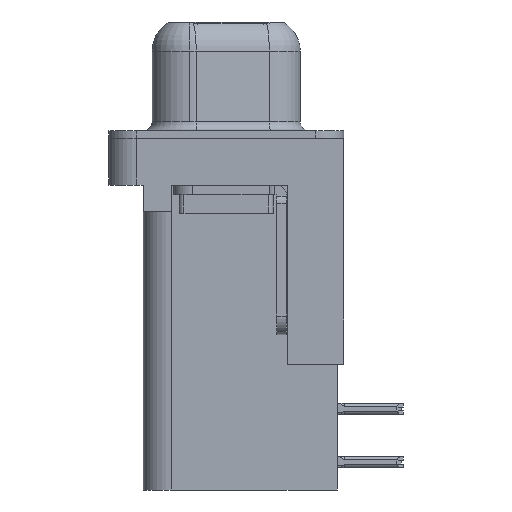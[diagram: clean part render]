
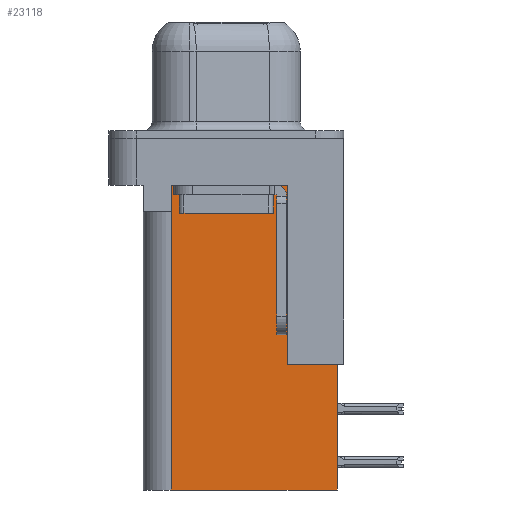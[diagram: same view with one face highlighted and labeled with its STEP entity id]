
A CAD part, left-side view. The second image highlights one B-rep face of the part: STEP entity #23118.
In plain terms, the highlighted planar face has unit normal (-1, 0, 0).
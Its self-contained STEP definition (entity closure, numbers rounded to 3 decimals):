
#363 = ORIENTED_EDGE ( 'NONE', *, *, #21023, .T. ) ;
#1551 = VECTOR ( 'NONE', #7630, 1000. ) ;
#1803 = EDGE_CURVE ( 'NONE', #4058, #4328, #3636, .T. ) ;
#2219 = EDGE_CURVE ( 'NONE', #4533, #5353, #18532, .T. ) ;
#2251 = EDGE_CURVE ( 'NONE', #4328, #11232, #12960, .T. ) ;
#2482 = VECTOR ( 'NONE', #5154, 1000. ) ;
#2525 = DIRECTION ( 'NONE',  ( 0., 0., -1. ) ) ;
#2900 = CARTESIAN_POINT ( 'NONE',  ( 3.79, -3.295, -2.5 ) ) ;
#3426 = ORIENTED_EDGE ( 'NONE', *, *, #2251, .T. ) ;
#3429 = DIRECTION ( 'NONE',  ( 0., 1., 0. ) ) ;
#3580 = LINE ( 'NONE', #4550, #22041 ) ;
#3615 = VECTOR ( 'NONE', #12404, 1000. ) ;
#3636 = LINE ( 'NONE', #2900, #2482 ) ;
#3861 = CARTESIAN_POINT ( 'NONE',  ( 3.79, 2.925, -3.9 ) ) ;
#4058 = VERTEX_POINT ( 'NONE', #7435 ) ;
#4085 = CARTESIAN_POINT ( 'NONE',  ( 3.79, -5.925, -12.05 ) ) ;
#4328 = VERTEX_POINT ( 'NONE', #12426 ) ;
#4533 = VERTEX_POINT ( 'NONE', #4085 ) ;
#4550 = CARTESIAN_POINT ( 'NONE',  ( 3.79, -3.295, -18.76 ) ) ;
#4620 = DIRECTION ( 'NONE',  ( 0., 1., 0. ) ) ;
#4670 = EDGE_CURVE ( 'NONE', #5353, #23506, #3580, .T. ) ;
#5154 = DIRECTION ( 'NONE',  ( 0., 1., 0. ) ) ;
#5353 = VERTEX_POINT ( 'NONE', #16419 ) ;
#6159 = ORIENTED_EDGE ( 'NONE', *, *, #1803, .T. ) ;
#6353 = CARTESIAN_POINT ( 'NONE',  ( 3.79, -3.295, -18.76 ) ) ;
#6360 = LINE ( 'NONE', #20420, #1551 ) ;
#6479 = VERTEX_POINT ( 'NONE', #3861 ) ;
#6909 = CARTESIAN_POINT ( 'NONE',  ( 3.79, -6.295, -12.05 ) ) ;
#7036 = ORIENTED_EDGE ( 'NONE', *, *, #2219, .F. ) ;
#7435 = CARTESIAN_POINT ( 'NONE',  ( 3.79, -3.295, -2.5 ) ) ;
#7448 = ORIENTED_EDGE ( 'NONE', *, *, #4670, .F. ) ;
#7630 = DIRECTION ( 'NONE',  ( 0., 0., 1. ) ) ;
#8665 = ORIENTED_EDGE ( 'NONE', *, *, #17332, .T. ) ;
#8735 = CARTESIAN_POINT ( 'NONE',  ( 3.79, 0., -3.9 ) ) ;
#9407 = VERTEX_POINT ( 'NONE', #19417 ) ;
#9836 = LINE ( 'NONE', #8735, #18991 ) ;
#9900 = CARTESIAN_POINT ( 'NONE',  ( 3.79, 2.925, -18.76 ) ) ;
#9935 = VECTOR ( 'NONE', #17015, 1000. ) ;
#10635 = CARTESIAN_POINT ( 'NONE',  ( 3.79, 2.895, -3.9 ) ) ;
#10991 = DIRECTION ( 'NONE',  ( 0., 0., 1. ) ) ;
#11232 = VERTEX_POINT ( 'NONE', #10635 ) ;
#12338 = FACE_OUTER_BOUND ( 'NONE', #17303, .T. ) ;
#12404 = DIRECTION ( 'NONE',  ( 0., 1., 0. ) ) ;
#12426 = CARTESIAN_POINT ( 'NONE',  ( 3.79, 2.895, -2.5 ) ) ;
#12451 = LINE ( 'NONE', #21959, #22773 ) ;
#12735 = EDGE_CURVE ( 'NONE', #23506, #6479, #6360, .T. ) ;
#12960 = LINE ( 'NONE', #13418, #23110 ) ;
#13418 = CARTESIAN_POINT ( 'NONE',  ( 3.79, 2.895, -3.9 ) ) ;
#14148 = ORIENTED_EDGE ( 'NONE', *, *, #19064, .T. ) ;
#15535 = DIRECTION ( 'NONE',  ( 1., 0., 0. ) ) ;
#16419 = CARTESIAN_POINT ( 'NONE',  ( 3.79, -5.925, -18.76 ) ) ;
#17015 = DIRECTION ( 'NONE',  ( 0., 0., -1. ) ) ;
#17126 = CARTESIAN_POINT ( 'NONE',  ( 3.79, -5.925, -2. ) ) ;
#17289 = DIRECTION ( 'NONE',  ( 0., 1., 0. ) ) ;
#17303 = EDGE_LOOP ( 'NONE', ( #6159, #3426, #14148, #22621, #7448, #7036, #363, #8665 ) ) ;
#17332 = EDGE_CURVE ( 'NONE', #9407, #4058, #12451, .T. ) ;
#17937 = AXIS2_PLACEMENT_3D ( 'NONE', #6353, #15535, #4620 ) ;
#18532 = LINE ( 'NONE', #17126, #9935 ) ;
#18991 = VECTOR ( 'NONE', #3429, 1000. ) ;
#19064 = EDGE_CURVE ( 'NONE', #11232, #6479, #9836, .T. ) ;
#19417 = CARTESIAN_POINT ( 'NONE',  ( 3.79, -3.295, -12.05 ) ) ;
#20420 = CARTESIAN_POINT ( 'NONE',  ( 3.79, 2.925, -18.76 ) ) ;
#21023 = EDGE_CURVE ( 'NONE', #4533, #9407, #23026, .T. ) ;
#21959 = CARTESIAN_POINT ( 'NONE',  ( 3.79, -3.295, -18.76 ) ) ;
#22041 = VECTOR ( 'NONE', #17289, 1000. ) ;
#22621 = ORIENTED_EDGE ( 'NONE', *, *, #12735, .F. ) ;
#22773 = VECTOR ( 'NONE', #10991, 1000. ) ;
#22809 = PLANE ( 'NONE',  #17937 ) ;
#23026 = LINE ( 'NONE', #6909, #3615 ) ;
#23110 = VECTOR ( 'NONE', #2525, 1000. ) ;
#23118 = ADVANCED_FACE ( 'NONE', ( #12338 ), #22809, .F. ) ;
#23506 = VERTEX_POINT ( 'NONE', #9900 ) ;
